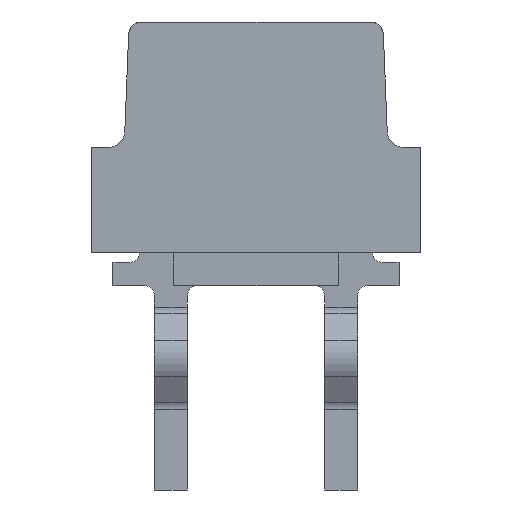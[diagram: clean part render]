
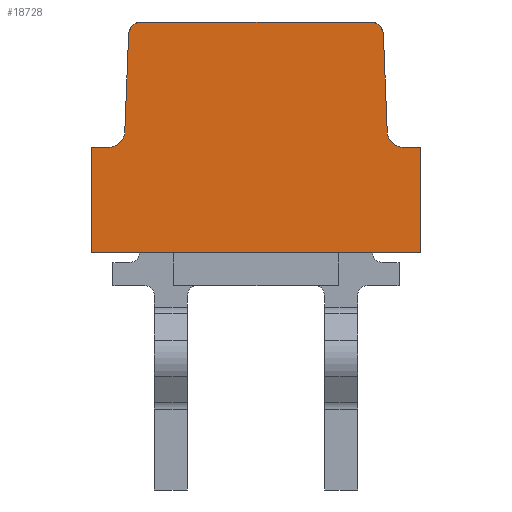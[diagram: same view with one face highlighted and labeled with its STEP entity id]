
A CAD part, left-side view. The second image highlights one B-rep face of the part: STEP entity #18728.
In plain terms, the highlighted planar face has unit normal (-1, 0, 0).
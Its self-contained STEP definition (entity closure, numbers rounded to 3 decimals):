
#134=CARTESIAN_POINT('',(-12.395,-1.733,-0.2));
#135=DIRECTION('',(-1.,0.,0.));
#136=DIRECTION('',(0.,-0.999,0.039));
#137=AXIS2_PLACEMENT_3D('',#134,#135,#136);
#139=DIRECTION('',(0.,-0.039,-0.999));
#140=VECTOR('',#139,1.469);
#141=CARTESIAN_POINT('',(-12.395,-1.933,-0.192));
#142=LINE('',#141,#140);
#143=CARTESIAN_POINT('',(-12.395,-2.24,-1.65));
#144=DIRECTION('',(-1.,0.,0.));
#145=DIRECTION('',(0.,0.999,-0.039));
#146=AXIS2_PLACEMENT_3D('',#143,#144,#145);
#148=DIRECTION('',(0.,-1.,0.));
#149=VECTOR('',#148,0.26);
#150=CARTESIAN_POINT('',(-12.395,-2.24,-1.9));
#151=LINE('',#150,#149);
#152=DIRECTION('',(0.,0.,-1.));
#153=VECTOR('',#152,1.6);
#154=CARTESIAN_POINT('',(-12.395,-2.5,-1.9));
#155=LINE('',#154,#153);
#156=DIRECTION('',(0.,1.,0.));
#157=VECTOR('',#156,5.);
#158=CARTESIAN_POINT('',(-12.395,-2.5,-3.5));
#159=LINE('',#158,#157);
#160=DIRECTION('',(0.,0.,1.));
#161=VECTOR('',#160,1.6);
#162=CARTESIAN_POINT('',(-12.395,2.5,-3.5));
#163=LINE('',#162,#161);
#164=DIRECTION('',(0.,-1.,0.));
#165=VECTOR('',#164,0.26);
#166=CARTESIAN_POINT('',(-12.395,2.5,-1.9));
#167=LINE('',#166,#165);
#168=CARTESIAN_POINT('',(-12.395,2.24,-1.65));
#169=DIRECTION('',(-1.,0.,0.));
#170=DIRECTION('',(0.,0.,-1.));
#171=AXIS2_PLACEMENT_3D('',#168,#169,#170);
#173=DIRECTION('',(0.,-0.039,0.999));
#174=VECTOR('',#173,1.469);
#175=CARTESIAN_POINT('',(-12.395,1.991,-1.66));
#176=LINE('',#175,#174);
#177=CARTESIAN_POINT('',(-12.395,1.733,-0.2));
#178=DIRECTION('',(-1.,0.,0.));
#179=DIRECTION('',(0.,0.,1.));
#180=AXIS2_PLACEMENT_3D('',#177,#178,#179);
#182=DIRECTION('',(0.,-1.,0.));
#183=VECTOR('',#182,3.465);
#184=CARTESIAN_POINT('',(-12.395,1.733,0.));
#185=LINE('',#184,#183);
#14214=CARTESIAN_POINT('',(-12.395,-2.5,-1.9));
#14215=CARTESIAN_POINT('',(-12.395,-2.5,-3.5));
#14216=VERTEX_POINT('',#14214);
#14217=VERTEX_POINT('',#14215);
#14218=CARTESIAN_POINT('',(-12.395,2.5,-3.5));
#14219=VERTEX_POINT('',#14218);
#14220=CARTESIAN_POINT('',(-12.395,2.5,-1.9));
#14221=VERTEX_POINT('',#14220);
#14554=CARTESIAN_POINT('',(-12.395,-1.991,-1.66));
#14555=CARTESIAN_POINT('',(-12.395,-2.24,-1.9));
#14556=VERTEX_POINT('',#14554);
#14557=VERTEX_POINT('',#14555);
#14558=CARTESIAN_POINT('',(-12.395,2.24,-1.9));
#14559=VERTEX_POINT('',#14558);
#14560=CARTESIAN_POINT('',(-12.395,1.991,-1.66));
#14561=VERTEX_POINT('',#14560);
#18662=CARTESIAN_POINT('',(-12.395,-1.933,-0.192));
#18663=CARTESIAN_POINT('',(-12.395,-1.733,0.));
#18664=VERTEX_POINT('',#18662);
#18665=VERTEX_POINT('',#18663);
#18671=CARTESIAN_POINT('',(-12.395,1.733,0.));
#18672=CARTESIAN_POINT('',(-12.395,1.933,-0.192));
#18673=VERTEX_POINT('',#18671);
#18674=VERTEX_POINT('',#18672);
#18697=CARTESIAN_POINT('',(-12.395,0.,0.));
#18698=DIRECTION('',(1.,0.,0.));
#18699=DIRECTION('',(0.,1.,0.));
#18700=AXIS2_PLACEMENT_3D('',#18697,#18698,#18699);
#18701=PLANE('',#18700);
#18703=ORIENTED_EDGE('',*,*,#18702,.F.);
#18705=ORIENTED_EDGE('',*,*,#18704,.T.);
#18707=ORIENTED_EDGE('',*,*,#18706,.T.);
#18709=ORIENTED_EDGE('',*,*,#18708,.T.);
#18711=ORIENTED_EDGE('',*,*,#18710,.T.);
#18713=ORIENTED_EDGE('',*,*,#18712,.T.);
#18715=ORIENTED_EDGE('',*,*,#18714,.T.);
#18717=ORIENTED_EDGE('',*,*,#18716,.T.);
#18719=ORIENTED_EDGE('',*,*,#18718,.T.);
#18721=ORIENTED_EDGE('',*,*,#18720,.T.);
#18723=ORIENTED_EDGE('',*,*,#18722,.F.);
#18725=ORIENTED_EDGE('',*,*,#18724,.T.);
#18726=EDGE_LOOP('',(#18703,#18705,#18707,#18709,#18711,#18713,#18715,#18717,
#18719,#18721,#18723,#18725));
#18727=FACE_OUTER_BOUND('',#18726,.F.);
#138=CIRCLE('',#137,0.2);
#147=CIRCLE('',#146,0.25);
#172=CIRCLE('',#171,0.25);
#181=CIRCLE('',#180,0.2);
#18702=EDGE_CURVE('',#18664,#18665,#138,.T.);
#18704=EDGE_CURVE('',#18664,#14556,#142,.T.);
#18706=EDGE_CURVE('',#14556,#14557,#147,.T.);
#18708=EDGE_CURVE('',#14557,#14216,#151,.T.);
#18710=EDGE_CURVE('',#14216,#14217,#155,.T.);
#18712=EDGE_CURVE('',#14217,#14219,#159,.T.);
#18714=EDGE_CURVE('',#14219,#14221,#163,.T.);
#18716=EDGE_CURVE('',#14221,#14559,#167,.T.);
#18718=EDGE_CURVE('',#14559,#14561,#172,.T.);
#18720=EDGE_CURVE('',#14561,#18674,#176,.T.);
#18722=EDGE_CURVE('',#18673,#18674,#181,.T.);
#18724=EDGE_CURVE('',#18673,#18665,#185,.T.);
#18728=ADVANCED_FACE('',(#18727),#18701,.F.);
